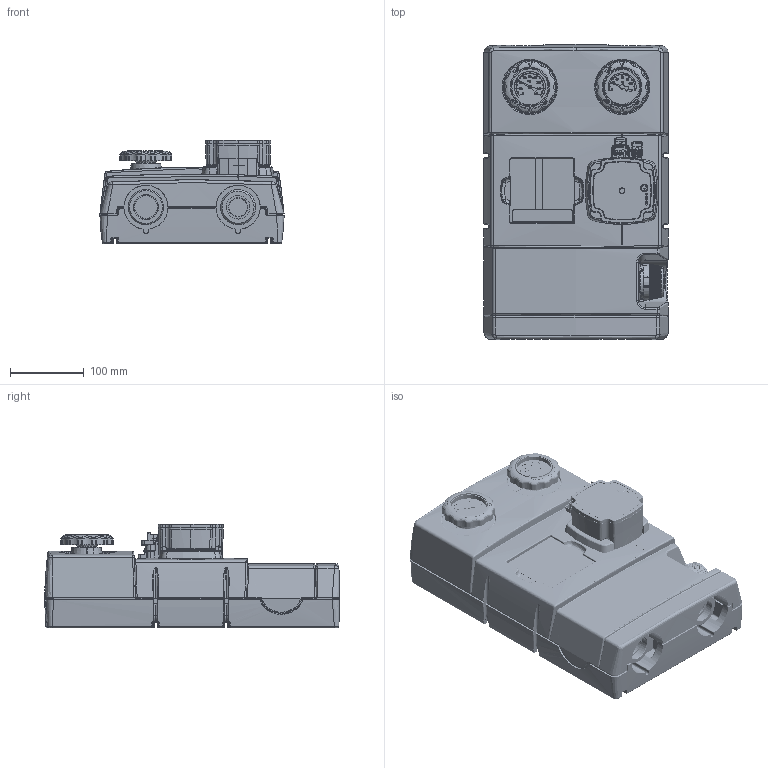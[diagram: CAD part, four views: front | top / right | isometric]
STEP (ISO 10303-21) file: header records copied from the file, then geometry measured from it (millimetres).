
FILE_DESCRIPTION(('CATIA V5 STEP Exchange'),'2;1');
FILE_NAME('61020300 GFA112 DN25.stp','2016-02-10T07:08:30+00:00',('none'),('none'),'CATIA Version 5 Release 20 SP 6 (IN-10)','CATIA V5 STEP AP214','none');
FILE_SCHEMA(('AUTOMOTIVE_DESIGN { 1 0 10303 214 1 1 1 1 }'));
Length unit declared in the file: millimetre
Products named in the file (1): GFA111_AllCATPart
Bounding box: 249.94 x 400.18 x 140.85 mm (x, y, z)
Volume: 8715840.4 mm3; surface area: 568144.5 mm2
Topology: 4 solids, 44 shells, 9438 faces, 25438 edges, 16314 vertices
Faces by surface type: plane 4799, bspline 1595, cylinder 1320, torus 587, cone 516, sphere 250, extrusion 232, revolution 139
Entity records: 433579 total; most frequent: CARTESIAN_POINT 178954, ORIENTED_EDGE 50470, DIRECTION 28838, EDGE_CURVE 25235, VERTEX_POINT 16294, VECTOR 12366, LINE 12134, AXIS2_PLACEMENT_3D 10112
